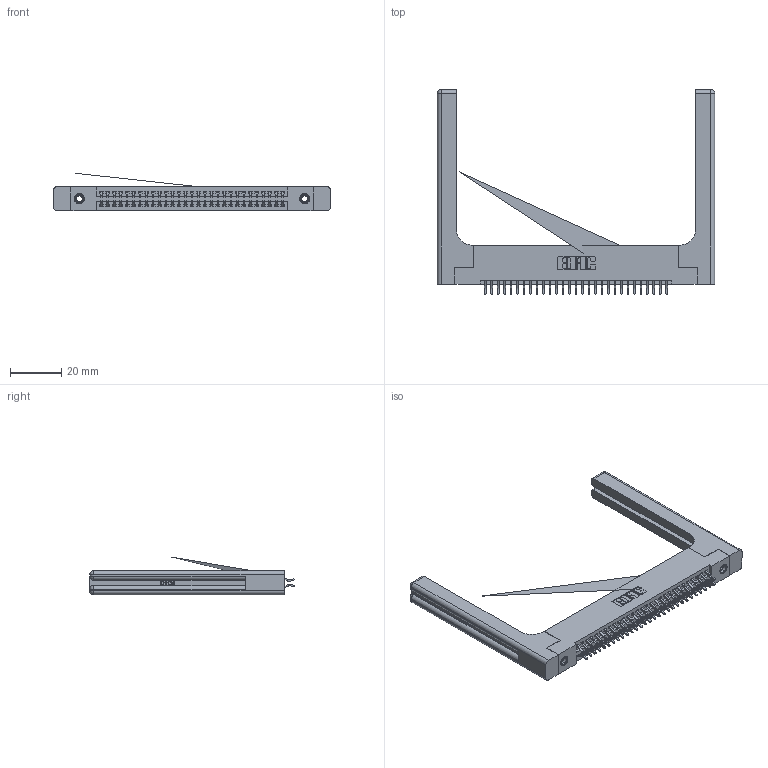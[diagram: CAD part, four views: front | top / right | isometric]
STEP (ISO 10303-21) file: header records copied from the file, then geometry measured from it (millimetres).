
FILE_DESCRIPTION (( 'STEP AP203' ), '1' );
FILE_NAME ('395-058-556-258.STEP', '2019-10-23T12:49:57', ( '' ), ( '' ), 'SwSTEP 2.0', 'SolidWorks 2016', '' );
FILE_SCHEMA (( 'CONFIG_CONTROL_DESIGN' ));
Length unit declared in the file: inch
Products named in the file (5): 345 Part_Flush Mounting Lugs - 0.156 Dia-TH; 345-292-001_556 Tail; 345-250-001_345-250-001-102; 345-220-058_345-220-058; 395-058-556-258
Assembly tree (63 placements, depth 2):
  395-058-556-258
    345 Part_Flush Mounting Lugs - 0.156 Dia-TH
    345-292-001_556 Tail  x58
    345-250-001_345-250-001-102  x2
    345-220-058_345-220-058  x2
Bounding box: 108.69 x 80.2 x 14.68 mm (x, y, z)
Volume: 19513.9 mm3; surface area: 20272.9 mm2
Topology: 63 solids, 63 shells, 3630 faces, 10693 edges, 7032 vertices
Faces by surface type: plane 2374, cylinder 1196, bspline 36, cone 12, sphere 8, torus 4
Entity records: 29906 total; most frequent: CARTESIAN_POINT 6033, ORIENTED_EDGE 4752, DIRECTION 4256, EDGE_CURVE 2376, VECTOR 2028, LINE 2028, VERTEX_POINT 1574, AXIS2_PLACEMENT_3D 1114
